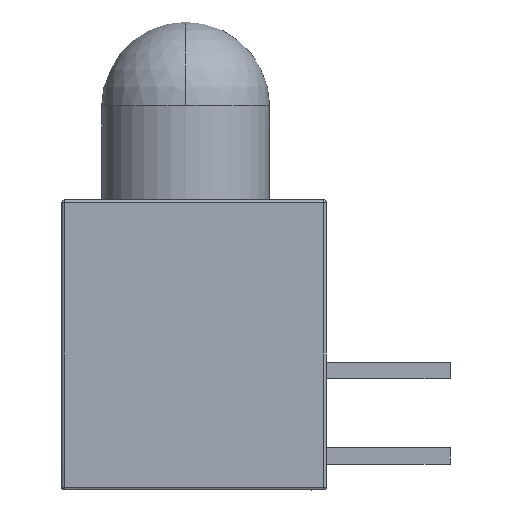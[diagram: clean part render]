
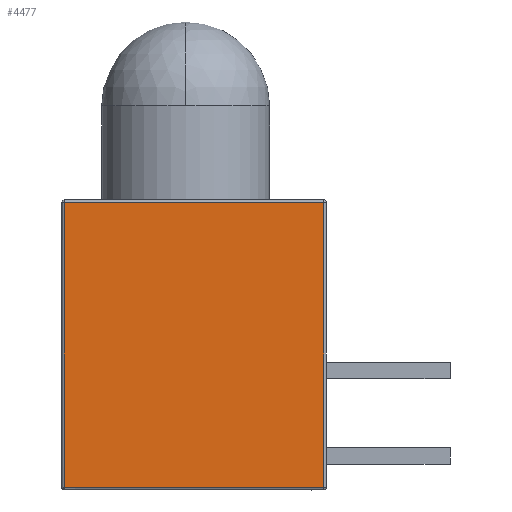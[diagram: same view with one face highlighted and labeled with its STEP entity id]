
A CAD part, left-side view. The second image highlights one B-rep face of the part: STEP entity #4477.
In plain terms, the highlighted planar face has unit normal (-1, 0, 0).
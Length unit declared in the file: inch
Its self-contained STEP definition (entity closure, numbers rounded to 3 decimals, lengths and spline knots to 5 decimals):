
#1338=DIRECTION('',(0.,-1.,0.));
#1339=VECTOR('',#1338,0.304);
#1340=CARTESIAN_POINT('',(-0.0045,0.313,-0.003));
#1341=LINE('',#1340,#1339);
#1342=DIRECTION('',(0.,0.,-1.));
#1343=VECTOR('',#1342,0.334);
#1344=CARTESIAN_POINT('',(-0.0045,0.009,-0.003));
#1345=LINE('',#1344,#1343);
#1346=DIRECTION('',(0.,1.,0.));
#1347=VECTOR('',#1346,0.304);
#1348=CARTESIAN_POINT('',(-0.0045,0.009,-0.337));
#1349=LINE('',#1348,#1347);
#1350=DIRECTION('',(0.,0.,-1.));
#1351=VECTOR('',#1350,0.334);
#1352=CARTESIAN_POINT('',(-0.0045,0.313,-0.003));
#1353=LINE('',#1352,#1351);
#2237=CARTESIAN_POINT('',(-0.0045,0.009,-0.003));
#2238=CARTESIAN_POINT('',(-0.0045,0.009,-0.337));
#2239=VERTEX_POINT('',#2237);
#2240=VERTEX_POINT('',#2238);
#2269=CARTESIAN_POINT('',(-0.0045,0.313,-0.003));
#2270=CARTESIAN_POINT('',(-0.0045,0.313,-0.337));
#2271=VERTEX_POINT('',#2269);
#2272=VERTEX_POINT('',#2270);
#4463=CARTESIAN_POINT('',(-0.0045,0.316,-0.34));
#4464=DIRECTION('',(-1.,0.,0.));
#4465=DIRECTION('',(0.,-1.,0.));
#4466=AXIS2_PLACEMENT_3D('',#4463,#4464,#4465);
#4467=PLANE('',#4466);
#4469=ORIENTED_EDGE('',*,*,#4468,.T.);
#4471=ORIENTED_EDGE('',*,*,#4470,.T.);
#4472=ORIENTED_EDGE('',*,*,#4454,.T.);
#4474=ORIENTED_EDGE('',*,*,#4473,.F.);
#4475=EDGE_LOOP('',(#4469,#4471,#4472,#4474));
#4476=FACE_OUTER_BOUND('',#4475,.F.);
#4477=ADVANCED_FACE('',(#4476),#4467,.T.);
#4454=EDGE_CURVE('',#2240,#2272,#1349,.T.);
#4468=EDGE_CURVE('',#2271,#2239,#1341,.T.);
#4470=EDGE_CURVE('',#2239,#2240,#1345,.T.);
#4473=EDGE_CURVE('',#2271,#2272,#1353,.T.);
